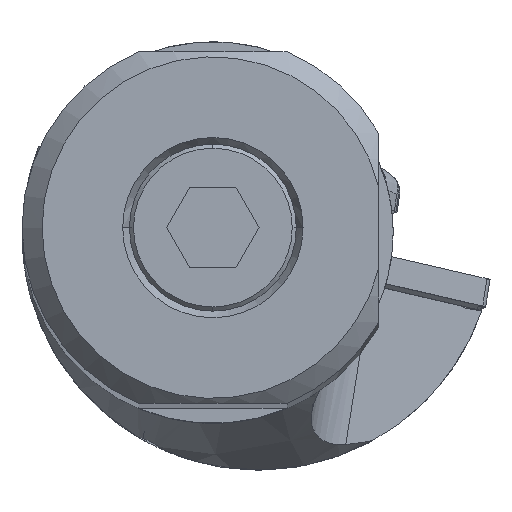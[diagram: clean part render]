
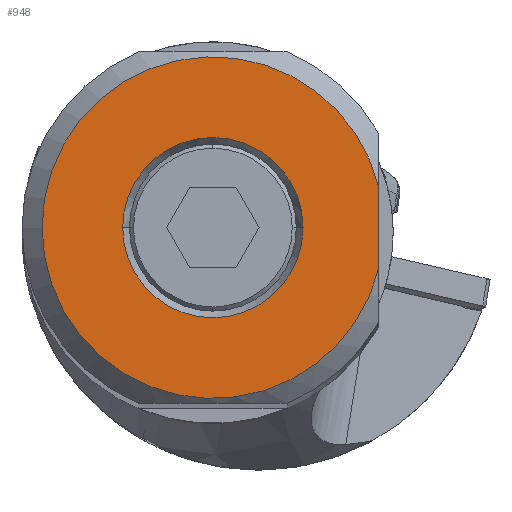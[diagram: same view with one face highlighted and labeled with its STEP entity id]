
A CAD part, top view. The second image highlights one B-rep face of the part: STEP entity #948.
In plain terms, the highlighted planar face has unit normal (0, 0, 1).
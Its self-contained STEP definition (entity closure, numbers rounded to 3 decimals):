
#948=ADVANCED_FACE('',(#1367,#1368),#1280,.T.);
#1280=PLANE('',#5996);
#1367=FACE_BOUND('',#1401,.T.);
#1368=FACE_BOUND('',#1402,.T.);
#1401=EDGE_LOOP('',(#2338,#2339));
#1402=EDGE_LOOP('',(#2340,#2341));
#1750=LINE('',#8091,#2043);
#2043=VECTOR('',#6620,1.);
#2338=ORIENTED_EDGE('',*,*,#4673,.F.);
#2339=ORIENTED_EDGE('',*,*,#4674,.T.);
#2340=ORIENTED_EDGE('',*,*,#4675,.F.);
#2341=ORIENTED_EDGE('',*,*,#4676,.F.);
#4102=VERTEX_POINT('',#8089);
#4103=VERTEX_POINT('',#8090);
#4104=VERTEX_POINT('',#8093);
#4105=VERTEX_POINT('',#8094);
#4673=EDGE_CURVE('',#4102,#4103,#5555,.T.);
#4674=EDGE_CURVE('',#4102,#4103,#1750,.T.);
#4675=EDGE_CURVE('',#4104,#4105,#5556,.T.);
#4676=EDGE_CURVE('',#4105,#4104,#5557,.T.);
#5555=CIRCLE('',#5993,17.05);
#5556=CIRCLE('',#5994,9.);
#5557=CIRCLE('',#5995,9.);
#5993=AXIS2_PLACEMENT_3D('',#8088,#6618,#6619);
#5994=AXIS2_PLACEMENT_3D('',#8092,#6621,#6622);
#5995=AXIS2_PLACEMENT_3D('',#8095,#6623,#6624);
#5996=AXIS2_PLACEMENT_3D('',#8096,#6625,#6626);
#6618=DIRECTION('',(0.,0.,-1.));
#6619=DIRECTION('',(0.971,-0.24,0.));
#6620=DIRECTION('',(0.,1.,0.));
#6621=DIRECTION('',(0.,0.,1.));
#6622=DIRECTION('',(-1.,0.,0.));
#6623=DIRECTION('',(0.,0.,1.));
#6624=DIRECTION('',(1.,0.,0.));
#6625=DIRECTION('',(0.,0.,1.));
#6626=DIRECTION('',(-1.,0.,0.));
#8088=CARTESIAN_POINT('',(0.,0.,0.));
#8089=CARTESIAN_POINT('',(16.55,-4.099,0.));
#8090=CARTESIAN_POINT('',(16.55,4.099,0.));
#8091=CARTESIAN_POINT('',(16.55,-4.099,0.));
#8092=CARTESIAN_POINT('',(0.,0.,0.));
#8093=CARTESIAN_POINT('',(-9.,0.,0.));
#8094=CARTESIAN_POINT('',(9.,0.,0.));
#8095=CARTESIAN_POINT('',(0.,0.,0.));
#8096=CARTESIAN_POINT('',(-0.25,0.,0.));
